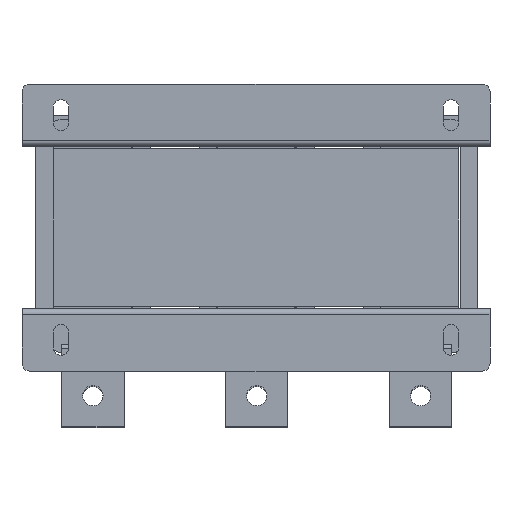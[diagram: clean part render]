
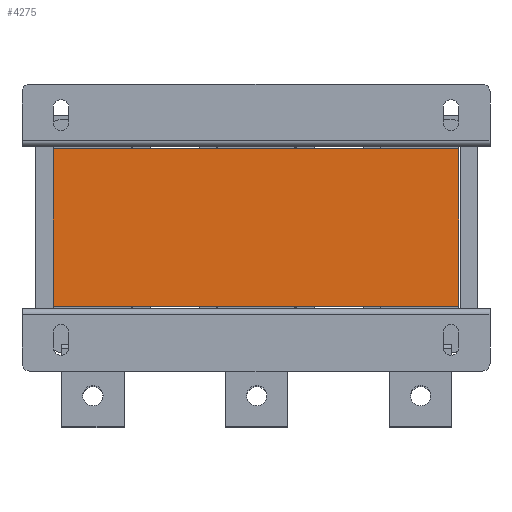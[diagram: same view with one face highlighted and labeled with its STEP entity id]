
A CAD part, front view. The second image highlights one B-rep face of the part: STEP entity #4275.
In plain terms, the highlighted planar face has unit normal (0, -1, 0).
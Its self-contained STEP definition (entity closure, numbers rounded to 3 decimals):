
#386 = LINE ( 'NONE', #3017, #5225 ) ;
#457 = EDGE_CURVE ( 'NONE', #930, #5056, #458, .T. ) ;
#458 = LINE ( 'NONE', #2599, #893 ) ;
#564 = VECTOR ( 'NONE', #5390, 1000. ) ;
#565 = DIRECTION ( 'NONE',  ( 0., 0., -1. ) ) ;
#621 = ORIENTED_EDGE ( 'NONE', *, *, #5516, .F. ) ;
#623 = EDGE_CURVE ( 'NONE', #3957, #825, #3305, .T. ) ;
#825 = VERTEX_POINT ( 'NONE', #6776 ) ;
#893 = VECTOR ( 'NONE', #2502, 1000. ) ;
#930 = VERTEX_POINT ( 'NONE', #972 ) ;
#972 = CARTESIAN_POINT ( 'NONE',  ( -130., -25., 101. ) ) ;
#1033 = ORIENTED_EDGE ( 'NONE', *, *, #457, .T. ) ;
#1209 = CARTESIAN_POINT ( 'NONE',  ( -130., -25., 101. ) ) ;
#1692 = VECTOR ( 'NONE', #565, 1000. ) ;
#1738 = DIRECTION ( 'NONE',  ( 0., 0., 1. ) ) ;
#1948 = CARTESIAN_POINT ( 'NONE',  ( 130., -25., 101. ) ) ;
#1999 = DIRECTION ( 'NONE',  ( 1., 0., 0. ) ) ;
#2165 = CARTESIAN_POINT ( 'NONE',  ( -130., -25., 101. ) ) ;
#2502 = DIRECTION ( 'NONE',  ( 0., 0., -1. ) ) ;
#2599 = CARTESIAN_POINT ( 'NONE',  ( -130., -25., 101. ) ) ;
#2646 = LINE ( 'NONE', #2165, #564 ) ;
#3017 = CARTESIAN_POINT ( 'NONE',  ( -130., -25., 0. ) ) ;
#3075 = ORIENTED_EDGE ( 'NONE', *, *, #5864, .T. ) ;
#3305 = LINE ( 'NONE', #5368, #1692 ) ;
#3878 = FACE_OUTER_BOUND ( 'NONE', #6631, .T. ) ;
#3957 = VERTEX_POINT ( 'NONE', #1948 ) ;
#4275 = ADVANCED_FACE ( 'NONE', ( #3878 ), #5492, .F. ) ;
#4804 = AXIS2_PLACEMENT_3D ( 'NONE', #1209, #5685, #1738 ) ;
#5056 = VERTEX_POINT ( 'NONE', #6564 ) ;
#5225 = VECTOR ( 'NONE', #1999, 1000. ) ;
#5368 = CARTESIAN_POINT ( 'NONE',  ( 130., -25., 101. ) ) ;
#5390 = DIRECTION ( 'NONE',  ( 1., 0., 0. ) ) ;
#5492 = PLANE ( 'NONE',  #4804 ) ;
#5507 = ORIENTED_EDGE ( 'NONE', *, *, #623, .F. ) ;
#5516 = EDGE_CURVE ( 'NONE', #930, #3957, #2646, .T. ) ;
#5685 = DIRECTION ( 'NONE',  ( 0., 1., 0. ) ) ;
#5864 = EDGE_CURVE ( 'NONE', #5056, #825, #386, .T. ) ;
#6564 = CARTESIAN_POINT ( 'NONE',  ( -130., -25., 0. ) ) ;
#6631 = EDGE_LOOP ( 'NONE', ( #3075, #5507, #621, #1033 ) ) ;
#6776 = CARTESIAN_POINT ( 'NONE',  ( 130., -25., 0. ) ) ;
